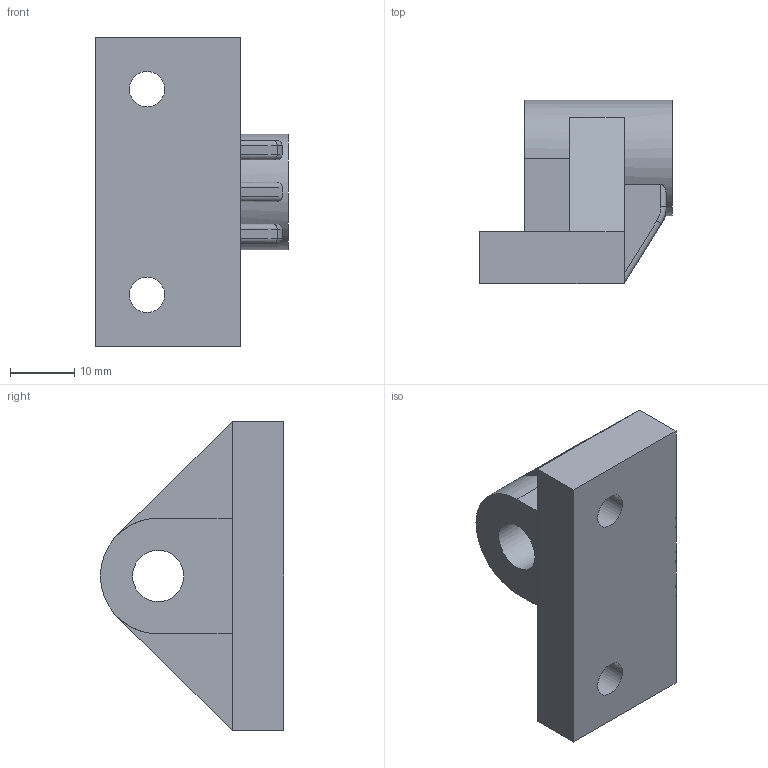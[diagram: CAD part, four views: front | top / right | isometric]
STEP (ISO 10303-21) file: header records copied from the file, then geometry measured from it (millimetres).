
FILE_DESCRIPTION(('STEP AP203'),'2;1');
FILE_NAME('19.307.00N.stp','2011-03-21T16:02:36',(''),(''),'2009.3.110','THINKDESIGN','');
FILE_SCHEMA(('CONFIG_CONTROL_DESIGN'));
Length unit declared in the file: millimetre
Bounding box: 30 x 28.5 x 48 mm (x, y, z)
Volume: 16425.2 mm3; surface area: 6106.9 mm2
Topology: 1 solids, 1 shells, 54 faces, 144 edges, 94 vertices
Faces by surface type: plane 32, cylinder 18, bspline 4
Full cylindrical faces by diameter (mm): 5.5 x2, 8 x1, 11 x2, 18 x1
Entity records: 2017 total; most frequent: CARTESIAN_POINT 530, DIRECTION 296, ORIENTED_EDGE 288, EDGE_CURVE 144, AXIS2_PLACEMENT_3D 108, VERTEX_POINT 94, VECTOR 80, LINE 80
